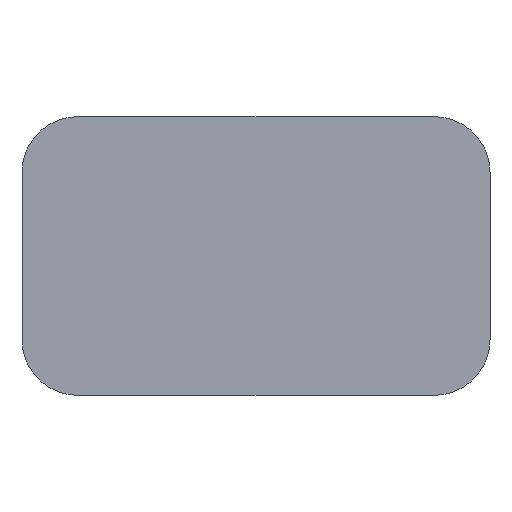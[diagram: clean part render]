
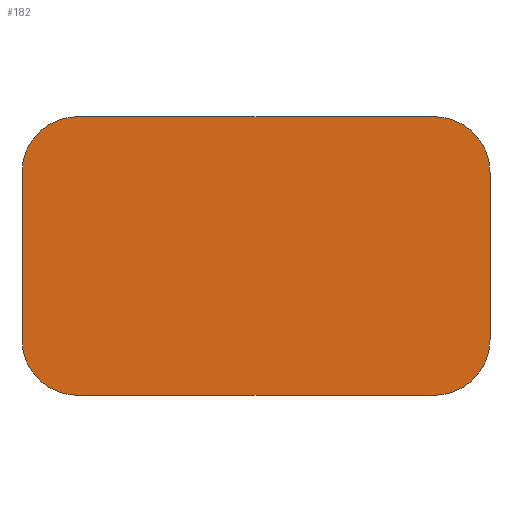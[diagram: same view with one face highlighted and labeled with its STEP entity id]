
A CAD part, front view. The second image highlights one B-rep face of the part: STEP entity #182.
In plain terms, the highlighted planar face has unit normal (0, -1, 0).
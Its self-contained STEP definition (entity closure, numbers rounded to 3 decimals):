
#20=PLANE('',#202);
#30=FACE_OUTER_BOUND('',#40,.T.);
#40=EDGE_LOOP('',(#161,#162,#163,#164,#165,#166,#167,#168));
#43=LINE('',#269,#59);
#47=LINE('',#281,#63);
#51=LINE('',#293,#67);
#55=LINE('',#304,#71);
#59=VECTOR('',#215,15.);
#63=VECTOR('',#227,32.);
#67=VECTOR('',#239,15.);
#71=VECTOR('',#251,32.);
#73=CIRCLE('',#186,5.);
#75=CIRCLE('',#190,5.);
#77=CIRCLE('',#194,5.);
#79=CIRCLE('',#198,5.);
#81=VERTEX_POINT('',#259);
#82=VERTEX_POINT('',#260);
#85=VERTEX_POINT('',#268);
#87=VERTEX_POINT('',#274);
#89=VERTEX_POINT('',#280);
#91=VERTEX_POINT('',#286);
#93=VERTEX_POINT('',#292);
#95=VERTEX_POINT('',#298);
#97=EDGE_CURVE('',#81,#82,#73,.T.);
#101=EDGE_CURVE('',#82,#85,#43,.T.);
#104=EDGE_CURVE('',#85,#87,#75,.T.);
#107=EDGE_CURVE('',#87,#89,#47,.T.);
#110=EDGE_CURVE('',#89,#91,#77,.T.);
#113=EDGE_CURVE('',#91,#93,#51,.T.);
#116=EDGE_CURVE('',#93,#95,#79,.T.);
#119=EDGE_CURVE('',#95,#81,#55,.T.);
#161=ORIENTED_EDGE('',*,*,#119,.T.);
#162=ORIENTED_EDGE('',*,*,#97,.T.);
#163=ORIENTED_EDGE('',*,*,#101,.T.);
#164=ORIENTED_EDGE('',*,*,#104,.T.);
#165=ORIENTED_EDGE('',*,*,#107,.T.);
#166=ORIENTED_EDGE('',*,*,#110,.T.);
#167=ORIENTED_EDGE('',*,*,#113,.T.);
#168=ORIENTED_EDGE('',*,*,#116,.T.);
#182=ADVANCED_FACE('',(#30),#20,.T.);
#186=AXIS2_PLACEMENT_3D('',#261,#207,#208);
#190=AXIS2_PLACEMENT_3D('',#275,#220,#221);
#194=AXIS2_PLACEMENT_3D('',#287,#232,#233);
#198=AXIS2_PLACEMENT_3D('',#299,#244,#245);
#202=AXIS2_PLACEMENT_3D('',#307,#255,#256);
#207=DIRECTION('center_axis',(0.,-1.,0.));
#208=DIRECTION('ref_axis',(1.,0.,0.));
#215=DIRECTION('',(0.,0.,-1.));
#220=DIRECTION('center_axis',(0.,-1.,0.));
#221=DIRECTION('ref_axis',(0.,0.,1.));
#227=DIRECTION('',(1.,0.,0.));
#232=DIRECTION('center_axis',(0.,-1.,0.));
#233=DIRECTION('ref_axis',(-1.,0.,0.));
#239=DIRECTION('',(0.,0.,1.));
#244=DIRECTION('center_axis',(0.,-1.,0.));
#245=DIRECTION('ref_axis',(0.,0.,-1.));
#251=DIRECTION('',(-1.,0.,0.));
#255=DIRECTION('center_axis',(0.,-1.,0.));
#256=DIRECTION('ref_axis',(0.,0.,-1.));
#259=CARTESIAN_POINT('',(-32.,0.,20.));
#260=CARTESIAN_POINT('',(-37.,0.,15.));
#261=CARTESIAN_POINT('Origin',(-32.,0.,15.));
#268=CARTESIAN_POINT('',(-37.,0.,0.));
#269=CARTESIAN_POINT('',(-37.,0.,15.));
#274=CARTESIAN_POINT('',(-32.,0.,-5.));
#275=CARTESIAN_POINT('Origin',(-32.,0.,0.));
#280=CARTESIAN_POINT('',(0.,0.,-5.));
#281=CARTESIAN_POINT('',(-32.,0.,-5.));
#286=CARTESIAN_POINT('',(5.,0.,0.));
#287=CARTESIAN_POINT('Origin',(0.,0.,0.));
#292=CARTESIAN_POINT('',(5.,0.,15.));
#293=CARTESIAN_POINT('',(5.,0.,0.));
#298=CARTESIAN_POINT('',(0.,0.,20.));
#299=CARTESIAN_POINT('Origin',(0.,0.,15.));
#304=CARTESIAN_POINT('',(0.,0.,20.));
#307=CARTESIAN_POINT('Origin',(-16.,0.,7.5));
